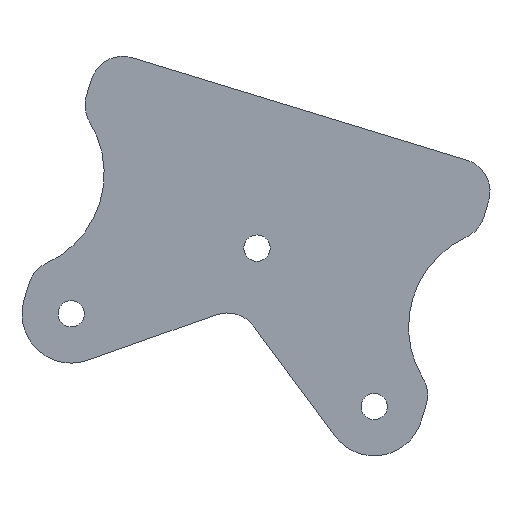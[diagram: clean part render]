
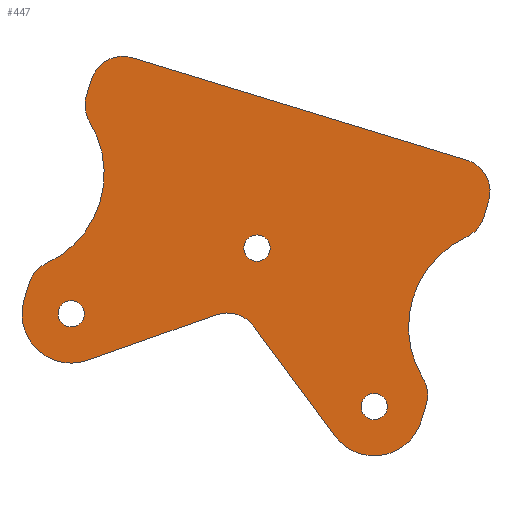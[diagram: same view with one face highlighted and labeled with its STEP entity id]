
A CAD part, left-side view. The second image highlights one B-rep face of the part: STEP entity #447.
In plain terms, the highlighted planar face has unit normal (-1, 0, 0).
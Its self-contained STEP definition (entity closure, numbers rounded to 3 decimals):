
#18=FACE_BOUND('',#79,.T.);
#19=FACE_BOUND('',#80,.T.);
#20=FACE_BOUND('',#81,.T.);
#29=PLANE('',#512);
#52=FACE_OUTER_BOUND('',#78,.T.);
#78=EDGE_LOOP('',(#390,#391,#392,#393,#394,#395,#396,#397,#398,#399,#400,
#401,#402,#403,#404,#405,#406,#407));
#79=EDGE_LOOP('',(#408));
#80=EDGE_LOOP('',(#409));
#81=EDGE_LOOP('',(#410));
#94=LINE('',#713,#129);
#98=LINE('',#723,#133);
#101=LINE('',#732,#136);
#106=LINE('',#748,#141);
#109=LINE('',#756,#144);
#112=LINE('',#768,#147);
#115=LINE('',#776,#150);
#129=VECTOR('',#571,10.);
#133=VECTOR('',#581,10.);
#136=VECTOR('',#590,10.);
#141=VECTOR('',#609,10.);
#144=VECTOR('',#618,10.);
#147=VECTOR('',#635,10.);
#150=VECTOR('',#644,10.);
#152=CIRCLE('',#463,5.);
#155=CIRCLE('',#467,15.);
#168=CIRCLE('',#482,5.);
#169=CIRCLE('',#485,5.);
#170=CIRCLE('',#488,5.);
#171=CIRCLE('',#491,2.);
#172=CIRCLE('',#493,2.);
#173=CIRCLE('',#495,2.);
#174=CIRCLE('',#498,5.);
#175=CIRCLE('',#501,5.);
#176=CIRCLE('',#503,15.);
#177=CIRCLE('',#505,7.5);
#178=CIRCLE('',#508,5.);
#179=CIRCLE('',#511,7.5);
#180=VERTEX_POINT('',#654);
#181=VERTEX_POINT('',#655);
#185=VERTEX_POINT('',#665);
#204=VERTEX_POINT('',#707);
#205=VERTEX_POINT('',#711);
#206=VERTEX_POINT('',#715);
#207=VERTEX_POINT('',#716);
#208=VERTEX_POINT('',#721);
#209=VERTEX_POINT('',#725);
#210=VERTEX_POINT('',#726);
#211=VERTEX_POINT('',#731);
#212=VERTEX_POINT('',#735);
#213=VERTEX_POINT('',#739);
#214=VERTEX_POINT('',#743);
#215=VERTEX_POINT('',#747);
#216=VERTEX_POINT('',#751);
#217=VERTEX_POINT('',#755);
#218=VERTEX_POINT('',#763);
#219=VERTEX_POINT('',#767);
#220=VERTEX_POINT('',#771);
#221=VERTEX_POINT('',#775);
#222=EDGE_CURVE('',#180,#181,#152,.T.);
#228=EDGE_CURVE('',#180,#185,#155,.T.);
#248=EDGE_CURVE('',#204,#185,#168,.T.);
#251=EDGE_CURVE('',#204,#205,#94,.T.);
#252=EDGE_CURVE('',#206,#207,#169,.T.);
#256=EDGE_CURVE('',#206,#208,#98,.T.);
#257=EDGE_CURVE('',#209,#210,#170,.T.);
#260=EDGE_CURVE('',#211,#210,#101,.T.);
#262=EDGE_CURVE('',#212,#212,#171,.T.);
#264=EDGE_CURVE('',#213,#213,#172,.T.);
#266=EDGE_CURVE('',#214,#214,#173,.T.);
#268=EDGE_CURVE('',#215,#181,#106,.T.);
#270=EDGE_CURVE('',#216,#215,#174,.T.);
#272=EDGE_CURVE('',#217,#216,#109,.T.);
#274=EDGE_CURVE('',#208,#217,#175,.T.);
#275=EDGE_CURVE('',#209,#207,#176,.T.);
#276=EDGE_CURVE('',#218,#211,#177,.T.);
#278=EDGE_CURVE('',#219,#218,#112,.T.);
#280=EDGE_CURVE('',#220,#219,#178,.T.);
#282=EDGE_CURVE('',#221,#220,#115,.T.);
#284=EDGE_CURVE('',#205,#221,#179,.T.);
#390=ORIENTED_EDGE('',*,*,#222,.F.);
#391=ORIENTED_EDGE('',*,*,#228,.T.);
#392=ORIENTED_EDGE('',*,*,#248,.F.);
#393=ORIENTED_EDGE('',*,*,#251,.T.);
#394=ORIENTED_EDGE('',*,*,#284,.T.);
#395=ORIENTED_EDGE('',*,*,#282,.T.);
#396=ORIENTED_EDGE('',*,*,#280,.T.);
#397=ORIENTED_EDGE('',*,*,#278,.T.);
#398=ORIENTED_EDGE('',*,*,#276,.T.);
#399=ORIENTED_EDGE('',*,*,#260,.T.);
#400=ORIENTED_EDGE('',*,*,#257,.F.);
#401=ORIENTED_EDGE('',*,*,#275,.T.);
#402=ORIENTED_EDGE('',*,*,#252,.F.);
#403=ORIENTED_EDGE('',*,*,#256,.T.);
#404=ORIENTED_EDGE('',*,*,#274,.T.);
#405=ORIENTED_EDGE('',*,*,#272,.T.);
#406=ORIENTED_EDGE('',*,*,#270,.T.);
#407=ORIENTED_EDGE('',*,*,#268,.T.);
#408=ORIENTED_EDGE('',*,*,#266,.T.);
#409=ORIENTED_EDGE('',*,*,#264,.T.);
#410=ORIENTED_EDGE('',*,*,#262,.T.);
#447=ADVANCED_FACE('',(#52,#18,#19,#20),#29,.T.);
#463=AXIS2_PLACEMENT_3D('',#656,#517,#518);
#467=AXIS2_PLACEMENT_3D('',#667,#528,#529);
#482=AXIS2_PLACEMENT_3D('',#708,#565,#566);
#485=AXIS2_PLACEMENT_3D('',#717,#574,#575);
#488=AXIS2_PLACEMENT_3D('',#727,#584,#585);
#491=AXIS2_PLACEMENT_3D('',#736,#594,#595);
#493=AXIS2_PLACEMENT_3D('',#740,#599,#600);
#495=AXIS2_PLACEMENT_3D('',#744,#604,#605);
#498=AXIS2_PLACEMENT_3D('',#752,#613,#614);
#501=AXIS2_PLACEMENT_3D('',#759,#622,#623);
#503=AXIS2_PLACEMENT_3D('',#761,#626,#627);
#505=AXIS2_PLACEMENT_3D('',#764,#630,#631);
#508=AXIS2_PLACEMENT_3D('',#772,#639,#640);
#511=AXIS2_PLACEMENT_3D('',#779,#648,#649);
#512=AXIS2_PLACEMENT_3D('',#780,#650,#651);
#517=DIRECTION('center_axis',(1.,0.,0.));
#518=DIRECTION('ref_axis',(0.,0.992,-0.125));
#528=DIRECTION('center_axis',(1.,0.,0.));
#529=DIRECTION('ref_axis',(0.,-0.285,-0.959));
#565=DIRECTION('center_axis',(1.,0.,0.));
#566=DIRECTION('ref_axis',(0.,0.753,0.659));
#571=DIRECTION('',(0.,0.293,-0.956));
#574=DIRECTION('center_axis',(1.,0.,0.));
#575=DIRECTION('ref_axis',(0.,-0.753,-0.659));
#581=DIRECTION('',(0.,-0.293,0.956));
#584=DIRECTION('center_axis',(1.,0.,0.));
#585=DIRECTION('ref_axis',(0.,-0.992,0.125));
#590=DIRECTION('',(0.,-0.293,0.956));
#594=DIRECTION('center_axis',(1.,0.,0.));
#595=DIRECTION('ref_axis',(0.,0.,-1.));
#599=DIRECTION('center_axis',(1.,0.,0.));
#600=DIRECTION('ref_axis',(0.,0.,-1.));
#604=DIRECTION('center_axis',(1.,0.,0.));
#605=DIRECTION('ref_axis',(0.,0.,-1.));
#609=DIRECTION('',(0.,0.293,-0.956));
#613=DIRECTION('center_axis',(-1.,0.,0.));
#614=DIRECTION('ref_axis',(0.,-0.293,0.956));
#618=DIRECTION('',(0.,0.956,0.293));
#622=DIRECTION('center_axis',(-1.,0.,0.));
#623=DIRECTION('ref_axis',(0.,-0.956,-0.293));
#626=DIRECTION('center_axis',(1.,0.,0.));
#627=DIRECTION('ref_axis',(0.,0.285,0.959));
#630=DIRECTION('center_axis',(-1.,0.,0.));
#631=DIRECTION('ref_axis',(0.,0.,-1.));
#635=DIRECTION('',(0.,-0.595,-0.804));
#639=DIRECTION('center_axis',(1.,0.,0.));
#640=DIRECTION('ref_axis',(0.,-0.804,0.595));
#644=DIRECTION('',(0.,-0.943,0.334));
#648=DIRECTION('center_axis',(-1.,0.,0.));
#649=DIRECTION('ref_axis',(0.,0.,-1.));
#650=DIRECTION('center_axis',(-1.,0.,0.));
#651=DIRECTION('ref_axis',(0.,0.,-1.));
#654=CARTESIAN_POINT('',(-42.8,287.073,134.267));
#655=CARTESIAN_POINT('',(-42.8,287.584,138.33));
#656=CARTESIAN_POINT('Origin',(-42.8,282.803,136.868));
#665=CARTESIAN_POINT('',(-42.8,293.631,112.831));
#667=CARTESIAN_POINT('Origin',(-42.8,299.885,126.466));
#707=CARTESIAN_POINT('',(-42.8,296.328,109.749));
#708=CARTESIAN_POINT('Origin',(-42.8,291.547,108.287));
#711=CARTESIAN_POINT('',(-42.8,297.076,107.305));
#713=CARTESIAN_POINT('',(-42.8,297.076,107.305));
#715=CARTESIAN_POINT('',(-42.8,227.116,119.831));
#716=CARTESIAN_POINT('',(-42.8,229.812,116.749));
#717=CARTESIAN_POINT('Origin',(-42.8,231.897,121.294));
#721=CARTESIAN_POINT('',(-42.8,226.368,122.275));
#723=CARTESIAN_POINT('',(-42.8,227.831,117.493));
#725=CARTESIAN_POINT('',(-42.8,236.37,95.313));
#726=CARTESIAN_POINT('',(-42.8,235.86,91.25));
#727=CARTESIAN_POINT('Origin',(-42.8,240.641,92.712));
#731=CARTESIAN_POINT('',(-42.8,236.607,88.806));
#732=CARTESIAN_POINT('',(-42.8,236.607,88.806));
#735=CARTESIAN_POINT('',(-42.8,243.779,93.));
#736=CARTESIAN_POINT('Origin',(-42.8,243.779,91.));
#739=CARTESIAN_POINT('',(-42.8,261.622,117.117));
#740=CARTESIAN_POINT('Origin',(-42.8,261.622,115.117));
#743=CARTESIAN_POINT('',(-42.8,289.904,107.111));
#744=CARTESIAN_POINT('Origin',(-42.8,289.904,105.111));
#747=CARTESIAN_POINT('',(-42.8,286.836,140.774));
#748=CARTESIAN_POINT('',(-42.8,288.299,135.993));
#751=CARTESIAN_POINT('',(-42.8,280.592,144.093));
#752=CARTESIAN_POINT('Origin',(-42.8,282.055,139.311));
#755=CARTESIAN_POINT('',(-42.8,229.686,128.519));
#756=CARTESIAN_POINT('',(-42.8,280.592,144.093));
#759=CARTESIAN_POINT('Origin',(-42.8,231.149,123.737));
#761=CARTESIAN_POINT('Origin',(-42.8,223.559,103.114));
#763=CARTESIAN_POINT('',(-42.8,249.808,86.539));
#764=CARTESIAN_POINT('Origin',(-42.8,243.779,91.));
#767=CARTESIAN_POINT('',(-42.8,262.151,103.222));
#768=CARTESIAN_POINT('',(-42.8,249.808,86.539));
#771=CARTESIAN_POINT('',(-42.8,267.838,104.962));
#772=CARTESIAN_POINT('Origin',(-42.8,266.17,100.249));
#775=CARTESIAN_POINT('',(-42.8,287.402,98.041));
#776=CARTESIAN_POINT('',(-42.8,267.838,104.962));
#779=CARTESIAN_POINT('Origin',(-42.8,289.904,105.111));
#780=CARTESIAN_POINT('Origin',(-42.8,261.776,113.906));
